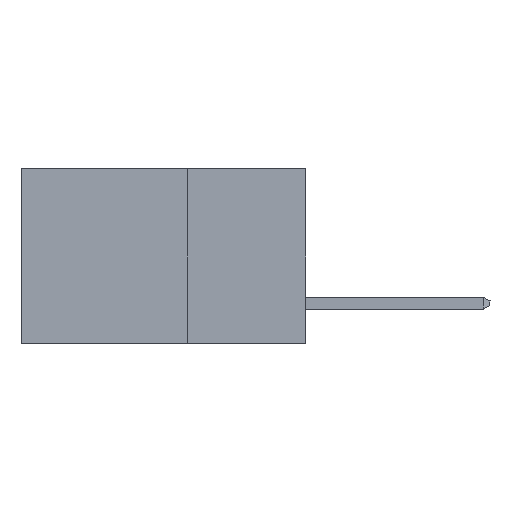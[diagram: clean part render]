
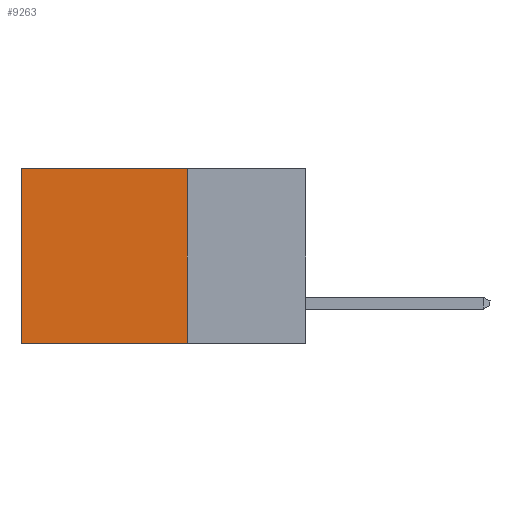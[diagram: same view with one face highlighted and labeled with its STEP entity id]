
A CAD part, left-side view. The second image highlights one B-rep face of the part: STEP entity #9263.
In plain terms, the highlighted planar face has unit normal (-1, 0, 0).
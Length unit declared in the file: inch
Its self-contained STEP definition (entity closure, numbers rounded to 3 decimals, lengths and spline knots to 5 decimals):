
#365 = ORIENTED_EDGE ( 'NONE', *, *, #10150, .F. ) ;
#788 = VECTOR ( 'NONE', #9419, 39.37008 ) ;
#943 = VERTEX_POINT ( 'NONE', #9856 ) ;
#2239 = ORIENTED_EDGE ( 'NONE', *, *, #3530, .T. ) ;
#2400 = ORIENTED_EDGE ( 'NONE', *, *, #11303, .T. ) ;
#2648 = CARTESIAN_POINT ( 'NONE',  ( 0.2615, 0.25, -0.37 ) ) ;
#3219 = DIRECTION ( 'NONE',  ( 0., 0., -1. ) ) ;
#3259 = ORIENTED_EDGE ( 'NONE', *, *, #12194, .F. ) ;
#3530 = EDGE_CURVE ( 'NONE', #6255, #943, #8402, .T. ) ;
#4393 = DIRECTION ( 'NONE',  ( 0., 0., -1. ) ) ;
#4772 = DIRECTION ( 'NONE',  ( 1., 0., 0. ) ) ;
#4972 = CARTESIAN_POINT ( 'NONE',  ( 0.2615, 0.6, -0.37 ) ) ;
#5050 = FACE_OUTER_BOUND ( 'NONE', #11942, .T. ) ;
#5559 = VECTOR ( 'NONE', #4393, 39.37008 ) ;
#6184 = PLANE ( 'NONE',  #8876 ) ;
#6255 = VERTEX_POINT ( 'NONE', #11713 ) ;
#6303 = DIRECTION ( 'NONE',  ( 0., 1., 0. ) ) ;
#7274 = LINE ( 'NONE', #9486, #788 ) ;
#8402 = LINE ( 'NONE', #8540, #11458 ) ;
#8540 = CARTESIAN_POINT ( 'NONE',  ( 0.2615, 0.25, 0. ) ) ;
#8876 = AXIS2_PLACEMENT_3D ( 'NONE', #2648, #4772, #11209 ) ;
#8961 = VERTEX_POINT ( 'NONE', #10655 ) ;
#9263 = ADVANCED_FACE ( 'NONE', ( #5050 ), #6184, .F. ) ;
#9419 = DIRECTION ( 'NONE',  ( 0., 1., 0. ) ) ;
#9486 = CARTESIAN_POINT ( 'NONE',  ( 0.2615, 0.25, -0.37 ) ) ;
#9700 = LINE ( 'NONE', #11749, #5559 ) ;
#9856 = CARTESIAN_POINT ( 'NONE',  ( 0.2615, 0.6, 0. ) ) ;
#10150 = EDGE_CURVE ( 'NONE', #8961, #12415, #7274, .T. ) ;
#10655 = CARTESIAN_POINT ( 'NONE',  ( 0.2615, 0.25, -0.37 ) ) ;
#10720 = LINE ( 'NONE', #11556, #10929 ) ;
#10929 = VECTOR ( 'NONE', #3219, 39.37008 ) ;
#11209 = DIRECTION ( 'NONE',  ( 0., 0., -1. ) ) ;
#11303 = EDGE_CURVE ( 'NONE', #943, #12415, #9700, .T. ) ;
#11458 = VECTOR ( 'NONE', #6303, 39.37008 ) ;
#11556 = CARTESIAN_POINT ( 'NONE',  ( 0.2615, 0.25, -0.37 ) ) ;
#11713 = CARTESIAN_POINT ( 'NONE',  ( 0.2615, 0.25, 0. ) ) ;
#11749 = CARTESIAN_POINT ( 'NONE',  ( 0.2615, 0.6, -0.37 ) ) ;
#11942 = EDGE_LOOP ( 'NONE', ( #2400, #365, #3259, #2239 ) ) ;
#12194 = EDGE_CURVE ( 'NONE', #6255, #8961, #10720, .T. ) ;
#12415 = VERTEX_POINT ( 'NONE', #4972 ) ;
